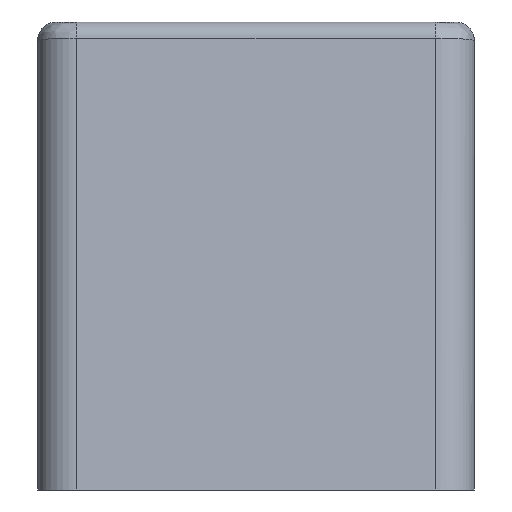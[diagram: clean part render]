
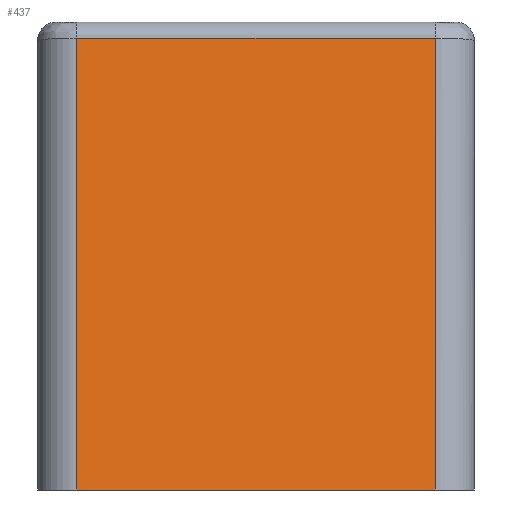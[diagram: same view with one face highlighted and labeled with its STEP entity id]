
A CAD part, left-side view. The second image highlights one B-rep face of the part: STEP entity #437.
In plain terms, the highlighted planar face has unit normal (-0.991, 0, 0.132).
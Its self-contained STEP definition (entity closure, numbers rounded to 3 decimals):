
#24=PLANE('',#497);
#35=LINE('',#741,#63);
#42=LINE('',#824,#70);
#43=LINE('',#827,#71);
#45=LINE('',#832,#73);
#63=VECTOR('',#562,10.);
#70=VECTOR('',#599,10.);
#71=VECTOR('',#602,10.);
#73=VECTOR('',#608,10.);
#109=FACE_OUTER_BOUND('',#139,.T.);
#139=EDGE_LOOP('',(#347,#348,#349,#350));
#203=VERTEX_POINT('',#738);
#204=VERTEX_POINT('',#740);
#213=VERTEX_POINT('',#816);
#216=VERTEX_POINT('',#826);
#243=EDGE_CURVE('',#203,#204,#35,.T.);
#261=EDGE_CURVE('',#204,#213,#42,.T.);
#262=EDGE_CURVE('',#213,#216,#43,.T.);
#265=EDGE_CURVE('',#216,#203,#45,.T.);
#347=ORIENTED_EDGE('',*,*,#261,.F.);
#348=ORIENTED_EDGE('',*,*,#243,.F.);
#349=ORIENTED_EDGE('',*,*,#265,.F.);
#350=ORIENTED_EDGE('',*,*,#262,.F.);
#437=ADVANCED_FACE('',(#109),#24,.T.);
#497=AXIS2_PLACEMENT_3D('',#831,#606,#607);
#562=DIRECTION('',(0.,1.,0.));
#599=DIRECTION('',(0.132,0.,0.991));
#602=DIRECTION('',(0.,-1.,0.));
#606=DIRECTION('center_axis',(-0.991,0.,0.132));
#607=DIRECTION('ref_axis',(0.132,0.,0.991));
#608=DIRECTION('',(-0.132,0.,-0.991));
#738=CARTESIAN_POINT('',(-30.,2.5,-30.));
#740=CARTESIAN_POINT('',(-30.,25.5,-30.));
#741=CARTESIAN_POINT('',(-30.,0.,-30.));
#816=CARTESIAN_POINT('',(-26.139,25.5,-1.041));
#824=CARTESIAN_POINT('',(-28.755,25.5,-20.666));
#826=CARTESIAN_POINT('',(-26.139,2.5,-1.041));
#827=CARTESIAN_POINT('',(-26.139,0.,-1.041));
#831=CARTESIAN_POINT('Origin',(-30.,0.,-30.));
#832=CARTESIAN_POINT('',(-28.755,2.5,-20.666));
